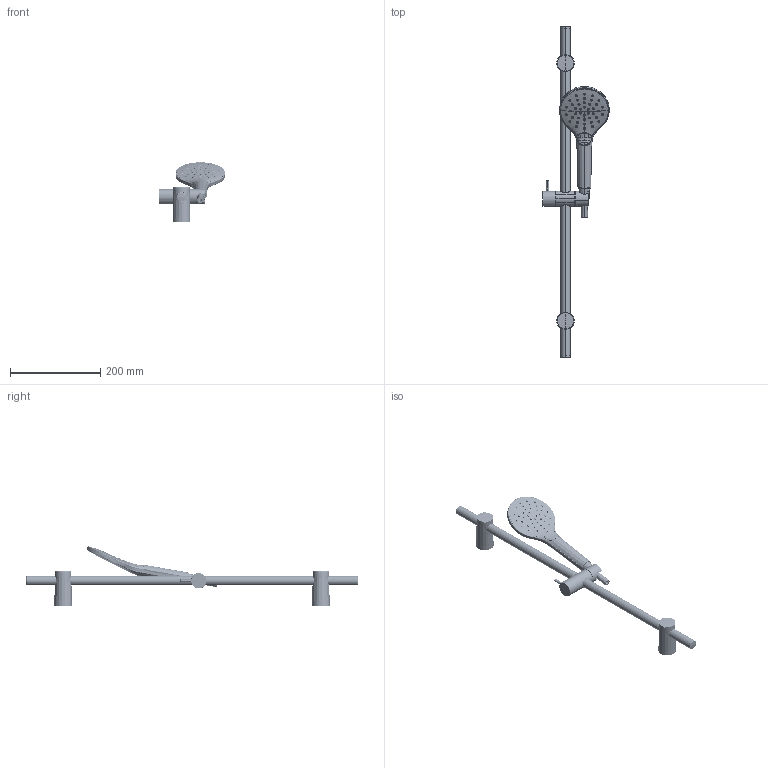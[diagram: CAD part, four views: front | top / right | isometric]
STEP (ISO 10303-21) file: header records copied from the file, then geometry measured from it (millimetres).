
FILE_DESCRIPTION((''),'2;1');
FILE_NAME('ZSAL210CRAG_ASM','2021-04-14T15:33:14',('ut3'),('PAFFONI SpA'),'CREO PARAMETRIC BY PTC INC, 2020044','CREO PARAMETRIC BY PTC INC, 2020044','');
FILE_SCHEMA(('CONFIG_CONTROL_DESIGN','SHAPE_APPEARANCE_LAYERS_GROUPS'));
Length unit declared in the file: millimetre
Products named in the file (36): M50520-020_3; M50330-013_1; M50520-011_1; M50520-012_1; M50353-011_1; M50311-003_1; M50311-001_1; M50311-005_1; M50353-014_1; 30100083_1; M50311-009_1; M50311-002_1; M50353-016_1; M50353-015_1; M50353-012_1; M50170-018_1; 30100015_1; M50353-013_ASM_1_ASM; M50520-015_1; M50520-033_1; 4071643CR_ASM; 4071389AGE; 4071084CR_E; 4071084CR_A; 4071084CR_B; 4071084CR_C; 4071084CR_D1; 4071084CR_D2; 4071084CR_D3; 4071084CR_D_ASM; 4071084CR_F1; 4071084CR_F2; 4071084CR_F3; 4071084CR_F_ASM; 4072084CR_ASM; ZSAL210CRAG_ASM
Assembly tree (41 placements, depth 4):
  ZSAL210CRAG_ASM
    4071643CR_ASM
      M50520-020_3
      M50330-013_1  x2
      M50520-011_1  x2
      M50520-012_1  x2
      M50353-013_ASM_1_ASM
        M50353-011_1
        M50311-003_1
        M50311-001_1
        M50311-005_1
        M50353-014_1
        30100083_1
        M50311-009_1
        M50311-002_1
        M50353-016_1
        M50353-015_1
        M50353-012_1  x2
        M50170-018_1
        30100015_1
      M50520-015_1  x2
      M50520-033_1  x2
    4071389AGE
    4072084CR_ASM
      4071084CR_E
      4071084CR_A
      4071084CR_B
      4071084CR_C
      4071084CR_D_ASM
        4071084CR_D1
        4071084CR_D2
        4071084CR_D3
      4071084CR_F_ASM
        4071084CR_F1
        4071084CR_F2
        4071084CR_F3
Bounding box: 147.06 x 734 x 131.21 mm (x, y, z)
Volume: 190726.6 mm3; surface area: 301616.9 mm2
Topology: 35 solids, 36 shells, 3913 faces, 10662 edges, 6902 vertices
Faces by surface type: bspline 1098, plane 1049, cylinder 832, cone 554, torus 287, sphere 52, extrusion 35, revolution 6
Entity records: 284826 total; most frequent: CARTESIAN_POINT 157788, ORIENTED_EDGE 19468, DIRECTION 13369, PRESENTATION_STYLE_ASSIGNMENT 11666, STYLED_ITEM 11661, EDGE_CURVE 9737, CURVE_STYLE 9161, VERTEX_POINT 6328
